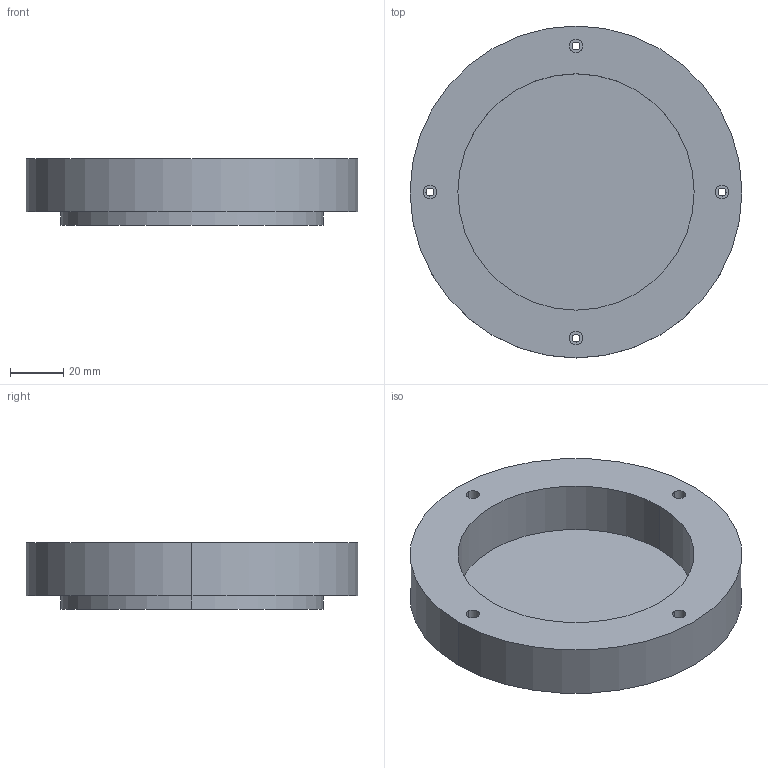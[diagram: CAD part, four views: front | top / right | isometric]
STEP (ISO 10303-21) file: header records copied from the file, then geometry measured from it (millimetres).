
FILE_DESCRIPTION((''),'2;1');
FILE_NAME('LED-CYLENDAR','2019-07-29T',('Administrator'),(''),'PRO/ENGINEER BY PARAMETRIC TECHNOLOGY CORPORATION, 2008380','PRO/ENGINEER BY PARAMETRIC TECHNOLOGY CORPORATION, 2008380','');
FILE_SCHEMA(('CONFIG_CONTROL_DESIGN'));
Length unit declared in the file: millimetre
Products named in the file (1): LED-CYLENDAR
Bounding box: 125 x 125 x 25 mm (x, y, z)
Volume: 158032.3 mm3; surface area: 40694.6 mm2
Topology: 1 solids, 1 shells, 30 faces, 76 edges, 64 vertices
Faces by surface type: cylinder 22, plane 8
Entity records: 967 total; most frequent: DIRECTION 182, CARTESIAN_POINT 151, ORIENTED_EDGE 132, AXIS2_PLACEMENT_3D 75, EDGE_CURVE 66, VERTEX_POINT 44, EDGE_LOOP 44, CIRCLE 44
